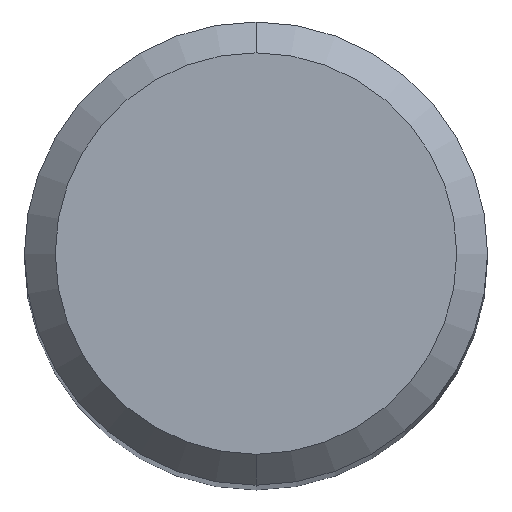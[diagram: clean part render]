
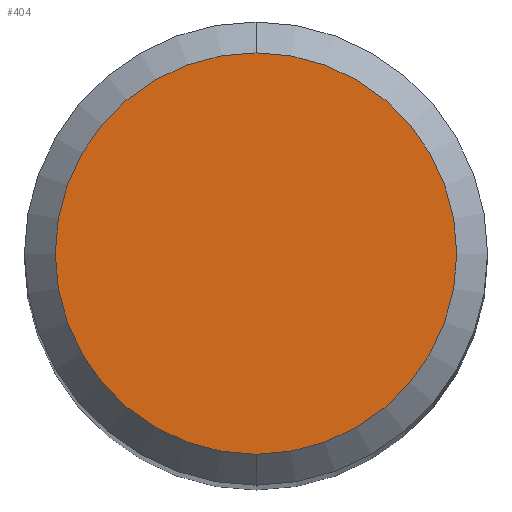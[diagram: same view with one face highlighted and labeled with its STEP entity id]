
A CAD part, top view. The second image highlights one B-rep face of the part: STEP entity #404.
In plain terms, the highlighted planar face has unit normal (0, 0, 1).
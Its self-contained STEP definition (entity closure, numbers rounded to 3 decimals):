
#238=VERTEX_POINT('',#543);
#318=VERTEX_POINT('',#633);
#348=EDGE_CURVE('',#238,#318,#667,.T.);
#380=EDGE_CURVE('',#318,#238,#704,.T.);
#404=ADVANCED_FACE('',(#728),#729,.T.);
#543=CARTESIAN_POINT('',(0.0,2.6,0.0));
#633=CARTESIAN_POINT('',(0.,-2.6,0.0));
#667=CIRCLE('',#1206,2.6);
#704=CIRCLE('',#1269,2.6);
#728=FACE_OUTER_BOUND('',#1304,.T.);
#729=PLANE('',#1305);
#1206=AXIS2_PLACEMENT_3D('',#1615,#1616,#1617);
#1269=AXIS2_PLACEMENT_3D('',#1666,#1667,#1668);
#1304=EDGE_LOOP('',(#1683,#1684));
#1305=AXIS2_PLACEMENT_3D('',#1685,#1686,#1687);
#1615=CARTESIAN_POINT('',(0.0,0.0,0.0));
#1616=DIRECTION('',(0.0,0.0,-1.0));
#1617=DIRECTION('',(0.0,1.0,0.0));
#1666=CARTESIAN_POINT('',(0.0,0.0,0.0));
#1667=DIRECTION('',(0.0,0.0,-1.0));
#1668=DIRECTION('',(0.0,1.0,0.0));
#1683=ORIENTED_EDGE('',*,*,#348,.F.);
#1684=ORIENTED_EDGE('',*,*,#380,.F.);
#1685=CARTESIAN_POINT('',(0.0,1.3,0.0));
#1686=DIRECTION('',(-0.0,0.0,1.0));
#1687=DIRECTION('',(0.0,-1.0,0.0));
